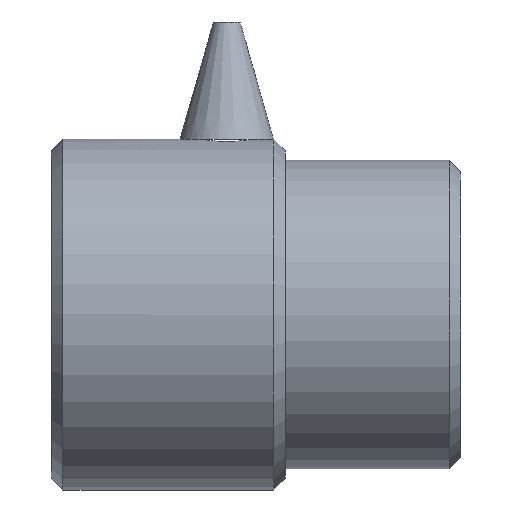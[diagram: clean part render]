
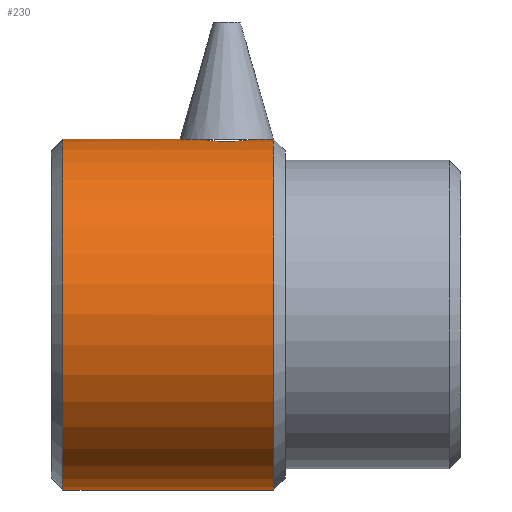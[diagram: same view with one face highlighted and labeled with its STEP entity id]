
A CAD part, front view. The second image highlights one B-rep face of the part: STEP entity #230.
In plain terms, the highlighted cylindrical face has radius 15 mm (diameter 30 mm), a partial arc.
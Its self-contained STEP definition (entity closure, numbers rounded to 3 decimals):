
#11 = EDGE_CURVE ( 'NONE', #126, #1040, #821, .T. ) ;
#27 = CARTESIAN_POINT ( 'NONE',  ( -34., 0., 0. ) ) ;
#67 = CARTESIAN_POINT ( 'NONE',  ( -35., 0., 15. ) ) ;
#70 = ORIENTED_EDGE ( 'NONE', *, *, #536, .T. ) ;
#77 = ORIENTED_EDGE ( 'NONE', *, *, #840, .T. ) ;
#79 = LINE ( 'NONE', #888, #789 ) ;
#82 = CARTESIAN_POINT ( 'NONE',  ( -19.192, -2.372, 14.811 ) ) ;
#88 = CARTESIAN_POINT ( 'NONE',  ( -21.987, -1.525, 14.923 ) ) ;
#110 = CARTESIAN_POINT ( 'NONE',  ( -34., 0., -15. ) ) ;
#122 = DIRECTION ( 'NONE',  ( 0., 0., -1. ) ) ;
#126 = VERTEX_POINT ( 'NONE', #260 ) ;
#127 = EDGE_CURVE ( 'NONE', #673, #962, #642, .T. ) ;
#164 = EDGE_CURVE ( 'NONE', #126, #557, #1151, .T. ) ;
#180 = CARTESIAN_POINT ( 'NONE',  ( -19.673, -2.484, 14.793 ) ) ;
#182 = DIRECTION ( 'NONE',  ( -1., 0., 0. ) ) ;
#183 = CARTESIAN_POINT ( 'NONE',  ( -22.247, -1.109, 14.96 ) ) ;
#187 = DIRECTION ( 'NONE',  ( 0., 0., 1. ) ) ;
#206 = ORIENTED_EDGE ( 'NONE', *, *, #704, .T. ) ;
#217 = VECTOR ( 'NONE', #714, 1000. ) ;
#230 = ADVANCED_FACE ( 'NONE', ( #445 ), #641, .T. ) ;
#232 = AXIS2_PLACEMENT_3D ( 'NONE', #27, #681, #122 ) ;
#243 = LINE ( 'NONE', #67, #217 ) ;
#260 = CARTESIAN_POINT ( 'NONE',  ( -16., 0., -15. ) ) ;
#268 = CARTESIAN_POINT ( 'NONE',  ( -17.516, -0.328, 14.997 ) ) ;
#274 = CARTESIAN_POINT ( 'NONE',  ( -20.162, -2.5, 14.79 ) ) ;
#279 = CARTESIAN_POINT ( 'NONE',  ( -22.42, -0.65, 14.987 ) ) ;
#282 = CARTESIAN_POINT ( 'NONE',  ( -35., 0., 0. ) ) ;
#360 = CARTESIAN_POINT ( 'NONE',  ( -17.628, -0.807, 14.979 ) ) ;
#365 = CARTESIAN_POINT ( 'NONE',  ( -20.649, -2.42, 14.804 ) ) ;
#372 = CARTESIAN_POINT ( 'NONE',  ( -22.5, -0.163, 15. ) ) ;
#445 = FACE_OUTER_BOUND ( 'NONE', #531, .T. ) ;
#455 = CARTESIAN_POINT ( 'NONE',  ( -17.831, -1.253, 14.948 ) ) ;
#457 = CARTESIAN_POINT ( 'NONE',  ( -21.108, -2.247, 14.831 ) ) ;
#494 = AXIS2_PLACEMENT_3D ( 'NONE', #734, #182, #824 ) ;
#519 = CARTESIAN_POINT ( 'NONE',  ( -17.5, 0., 15. ) ) ;
#531 = EDGE_LOOP ( 'NONE', ( #1160, #1135, #206, #764, #77, #70 ) ) ;
#536 = EDGE_CURVE ( 'NONE', #1063, #1040, #946, .T. ) ;
#550 = CARTESIAN_POINT ( 'NONE',  ( -18.118, -1.653, 14.909 ) ) ;
#555 = CARTESIAN_POINT ( 'NONE',  ( -21.525, -1.988, 14.868 ) ) ;
#557 = VERTEX_POINT ( 'NONE', #592 ) ;
#589 = VECTOR ( 'NONE', #1140, 1000. ) ;
#592 = CARTESIAN_POINT ( 'NONE',  ( -16., 0., 15. ) ) ;
#631 = CARTESIAN_POINT ( 'NONE',  ( -35., 0., -15. ) ) ;
#641 = CYLINDRICAL_SURFACE ( 'NONE', #878, 15. ) ;
#642 = B_SPLINE_CURVE_WITH_KNOTS ( 'NONE', 3,
 ( #813, #720, #268, #906, #360, #988, #455, #1074, #550, #1159, #646, #82, #731, #180, #819, #274, #912, #365, #994, #457, #1080, #555, #1164, #652, #88, #735, #183, #827, #279, #916, #372, #997 ),
 .UNSPECIFIED., .F., .F.,
 ( 4, 2, 2, 2, 2, 2, 2, 2, 2, 2, 2, 2, 2, 2, 2, 4 ),
 ( 0., 0., 0.001, 0.001, 0.002, 0.003, 0.003, 0.004, 0.004, 0.005, 0.005, 0.006, 0.006, 0.007, 0.007, 0.008 ),
 .UNSPECIFIED. ) ;
#646 = CARTESIAN_POINT ( 'NONE',  ( -18.741, -2.184, 14.841 ) ) ;
#652 = CARTESIAN_POINT ( 'NONE',  ( -21.884, -1.651, 14.909 ) ) ;
#671 = CARTESIAN_POINT ( 'NONE',  ( -34., 0., 15. ) ) ;
#673 = VERTEX_POINT ( 'NONE', #519 ) ;
#681 = DIRECTION ( 'NONE',  ( 1., 0., 0. ) ) ;
#704 = EDGE_CURVE ( 'NONE', #557, #673, #79, .T. ) ;
#714 = DIRECTION ( 'NONE',  ( -1., 0., 0. ) ) ;
#720 = CARTESIAN_POINT ( 'NONE',  ( -17.5, -0.165, 15. ) ) ;
#731 = CARTESIAN_POINT ( 'NONE',  ( -19.35, -2.42, 14.804 ) ) ;
#734 = CARTESIAN_POINT ( 'NONE',  ( -16., 0., 0. ) ) ;
#735 = CARTESIAN_POINT ( 'NONE',  ( -22.168, -1.255, 14.948 ) ) ;
#764 = ORIENTED_EDGE ( 'NONE', *, *, #127, .T. ) ;
#789 = VECTOR ( 'NONE', #1056, 1000. ) ;
#813 = CARTESIAN_POINT ( 'NONE',  ( -17.5, 0., 15. ) ) ;
#819 = CARTESIAN_POINT ( 'NONE',  ( -19.836, -2.5, 14.79 ) ) ;
#821 = LINE ( 'NONE', #631, #589 ) ;
#824 = DIRECTION ( 'NONE',  ( 0., 0., 1. ) ) ;
#827 = CARTESIAN_POINT ( 'NONE',  ( -22.372, -0.806, 14.979 ) ) ;
#840 = EDGE_CURVE ( 'NONE', #962, #1063, #243, .T. ) ;
#878 = AXIS2_PLACEMENT_3D ( 'NONE', #282, #1002, #187 ) ;
#888 = CARTESIAN_POINT ( 'NONE',  ( -35., 0., 15. ) ) ;
#906 = CARTESIAN_POINT ( 'NONE',  ( -17.58, -0.648, 14.987 ) ) ;
#912 = CARTESIAN_POINT ( 'NONE',  ( -20.328, -2.484, 14.793 ) ) ;
#916 = CARTESIAN_POINT ( 'NONE',  ( -22.484, -0.329, 14.997 ) ) ;
#946 = CIRCLE ( 'NONE', #232, 15. ) ;
#962 = VERTEX_POINT ( 'NONE', #1006 ) ;
#988 = CARTESIAN_POINT ( 'NONE',  ( -17.754, -1.11, 14.96 ) ) ;
#994 = CARTESIAN_POINT ( 'NONE',  ( -20.805, -2.372, 14.811 ) ) ;
#997 = CARTESIAN_POINT ( 'NONE',  ( -22.5, 0., 15. ) ) ;
#1002 = DIRECTION ( 'NONE',  ( -1., 0., 0. ) ) ;
#1006 = CARTESIAN_POINT ( 'NONE',  ( -22.5, 0., 15. ) ) ;
#1040 = VERTEX_POINT ( 'NONE', #110 ) ;
#1056 = DIRECTION ( 'NONE',  ( -1., 0., 0. ) ) ;
#1063 = VERTEX_POINT ( 'NONE', #671 ) ;
#1074 = CARTESIAN_POINT ( 'NONE',  ( -18.012, -1.525, 14.923 ) ) ;
#1080 = CARTESIAN_POINT ( 'NONE',  ( -21.254, -2.169, 14.843 ) ) ;
#1135 = ORIENTED_EDGE ( 'NONE', *, *, #164, .T. ) ;
#1140 = DIRECTION ( 'NONE',  ( -1., 0., 0. ) ) ;
#1151 = CIRCLE ( 'NONE', #494, 15. ) ;
#1159 = CARTESIAN_POINT ( 'NONE',  ( -18.463, -1.998, 14.868 ) ) ;
#1160 = ORIENTED_EDGE ( 'NONE', *, *, #11, .F. ) ;
#1164 = CARTESIAN_POINT ( 'NONE',  ( -21.651, -1.884, 14.882 ) ) ;
